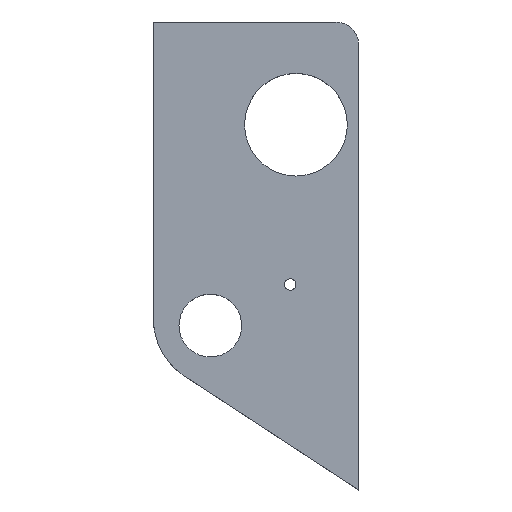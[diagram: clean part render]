
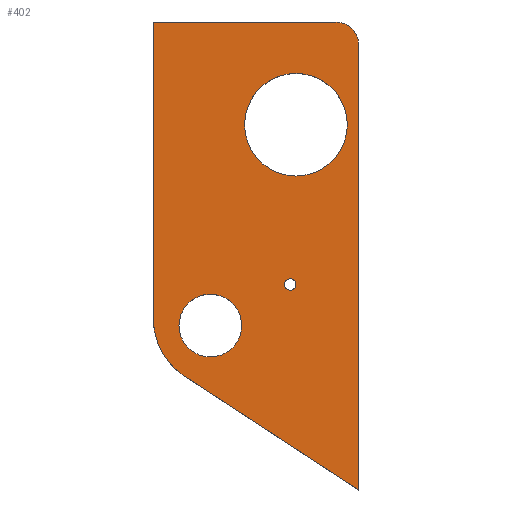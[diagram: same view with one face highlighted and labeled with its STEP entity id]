
A CAD part, top view. The second image highlights one B-rep face of the part: STEP entity #402.
In plain terms, the highlighted planar face has unit normal (0, 0, 1).
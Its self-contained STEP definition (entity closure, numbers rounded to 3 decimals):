
#65=CARTESIAN_POINT('',(-5.5,-9.,6.));
#66=DIRECTION('',(0.,0.,-1.));
#67=DIRECTION('',(-1.,0.,0.));
#68=AXIS2_PLACEMENT_3D('',#65,#66,#67);
#70=CARTESIAN_POINT('',(-5.5,-9.,6.));
#71=DIRECTION('',(0.,0.,-1.));
#72=DIRECTION('',(1.,0.,0.));
#73=AXIS2_PLACEMENT_3D('',#70,#71,#72);
#75=CARTESIAN_POINT('',(-6.,-23.,6.));
#76=DIRECTION('',(0.,0.,-1.));
#77=DIRECTION('',(-1.,0.,0.));
#78=AXIS2_PLACEMENT_3D('',#75,#76,#77);
#80=CARTESIAN_POINT('',(-6.,-23.,6.));
#81=DIRECTION('',(0.,0.,-1.));
#82=DIRECTION('',(1.,0.,0.));
#83=AXIS2_PLACEMENT_3D('',#80,#81,#82);
#85=CARTESIAN_POINT('',(-13.,-26.6,6.));
#86=DIRECTION('',(0.,0.,-1.));
#87=DIRECTION('',(-1.,0.,0.));
#88=AXIS2_PLACEMENT_3D('',#85,#86,#87);
#90=CARTESIAN_POINT('',(-13.,-26.6,6.));
#91=DIRECTION('',(0.,0.,-1.));
#92=DIRECTION('',(1.,0.,0.));
#93=AXIS2_PLACEMENT_3D('',#90,#91,#92);
#95=CARTESIAN_POINT('',(-2.,-2.,6.));
#96=DIRECTION('',(0.,0.,1.));
#97=DIRECTION('',(1.,0.,0.));
#98=AXIS2_PLACEMENT_3D('',#95,#96,#97);
#100=DIRECTION('',(0.,1.,0.));
#101=VECTOR('',#100,39.);
#102=CARTESIAN_POINT('',(0.,-41.,6.));
#103=LINE('',#102,#101);
#104=DIRECTION('',(0.837,-0.547,0.));
#105=VECTOR('',#104,18.248);
#106=CARTESIAN_POINT('',(-15.28,-31.024,6.));
#107=LINE('',#106,#105);
#108=CARTESIAN_POINT('',(-12.,-26.,6.));
#109=DIRECTION('',(0.,0.,1.));
#110=DIRECTION('',(-1.,0.,0.));
#111=AXIS2_PLACEMENT_3D('',#108,#109,#110);
#113=DIRECTION('',(0.,-1.,0.));
#114=VECTOR('',#113,26.);
#115=CARTESIAN_POINT('',(-18.,0.,6.));
#116=LINE('',#115,#114);
#117=DIRECTION('',(-1.,0.,0.));
#118=VECTOR('',#117,16.);
#119=CARTESIAN_POINT('',(-2.,0.,6.));
#120=LINE('',#119,#118);
#241=CARTESIAN_POINT('',(-18.,0.,6.));
#242=CARTESIAN_POINT('',(-18.,-26.,6.));
#243=VERTEX_POINT('',#241);
#244=VERTEX_POINT('',#242);
#245=CARTESIAN_POINT('',(-15.28,-31.024,6.));
#246=VERTEX_POINT('',#245);
#247=CARTESIAN_POINT('',(0.,-41.,6.));
#248=VERTEX_POINT('',#247);
#253=CARTESIAN_POINT('',(-10.,-9.,6.));
#254=CARTESIAN_POINT('',(-1.,-9.,6.));
#255=VERTEX_POINT('',#253);
#256=VERTEX_POINT('',#254);
#261=CARTESIAN_POINT('',(-6.5,-23.,6.));
#262=CARTESIAN_POINT('',(-5.5,-23.,6.));
#263=VERTEX_POINT('',#261);
#264=VERTEX_POINT('',#262);
#269=CARTESIAN_POINT('',(-15.75,-26.6,6.));
#270=CARTESIAN_POINT('',(-10.25,-26.6,6.));
#271=VERTEX_POINT('',#269);
#272=VERTEX_POINT('',#270);
#297=CARTESIAN_POINT('',(0.,-2.,6.));
#298=VERTEX_POINT('',#297);
#299=CARTESIAN_POINT('',(-2.,0.,6.));
#300=VERTEX_POINT('',#299);
#367=CARTESIAN_POINT('',(0.,0.,6.));
#368=DIRECTION('',(0.,0.,1.));
#369=DIRECTION('',(1.,0.,0.));
#370=AXIS2_PLACEMENT_3D('',#367,#368,#369);
#371=PLANE('',#370);
#373=ORIENTED_EDGE('',*,*,#372,.F.);
#375=ORIENTED_EDGE('',*,*,#374,.F.);
#377=ORIENTED_EDGE('',*,*,#376,.F.);
#379=ORIENTED_EDGE('',*,*,#378,.F.);
#381=ORIENTED_EDGE('',*,*,#380,.F.);
#383=ORIENTED_EDGE('',*,*,#382,.F.);
#384=EDGE_LOOP('',(#373,#375,#377,#379,#381,#383));
#385=FACE_OUTER_BOUND('',#384,.F.);
#387=ORIENTED_EDGE('',*,*,#386,.F.);
#389=ORIENTED_EDGE('',*,*,#388,.F.);
#390=EDGE_LOOP('',(#387,#389));
#391=FACE_BOUND('',#390,.F.);
#393=ORIENTED_EDGE('',*,*,#392,.F.);
#395=ORIENTED_EDGE('',*,*,#394,.F.);
#396=EDGE_LOOP('',(#393,#395));
#397=FACE_BOUND('',#396,.F.);
#398=ORIENTED_EDGE('',*,*,#347,.F.);
#399=ORIENTED_EDGE('',*,*,#361,.F.);
#400=EDGE_LOOP('',(#398,#399));
#401=FACE_BOUND('',#400,.F.);
#402=ADVANCED_FACE('',(#385,#391,#397,#401),#371,.T.);
#69=CIRCLE('',#68,4.5);
#74=CIRCLE('',#73,4.5);
#79=CIRCLE('',#78,0.5);
#84=CIRCLE('',#83,0.5);
#89=CIRCLE('',#88,2.75);
#94=CIRCLE('',#93,2.75);
#99=CIRCLE('',#98,2.);
#112=CIRCLE('',#111,6.);
#347=EDGE_CURVE('',#255,#256,#69,.T.);
#361=EDGE_CURVE('',#256,#255,#74,.T.);
#372=EDGE_CURVE('',#298,#300,#99,.T.);
#374=EDGE_CURVE('',#248,#298,#103,.T.);
#376=EDGE_CURVE('',#246,#248,#107,.T.);
#378=EDGE_CURVE('',#244,#246,#112,.T.);
#380=EDGE_CURVE('',#243,#244,#116,.T.);
#382=EDGE_CURVE('',#300,#243,#120,.T.);
#386=EDGE_CURVE('',#263,#264,#79,.T.);
#388=EDGE_CURVE('',#264,#263,#84,.T.);
#392=EDGE_CURVE('',#271,#272,#89,.T.);
#394=EDGE_CURVE('',#272,#271,#94,.T.);
